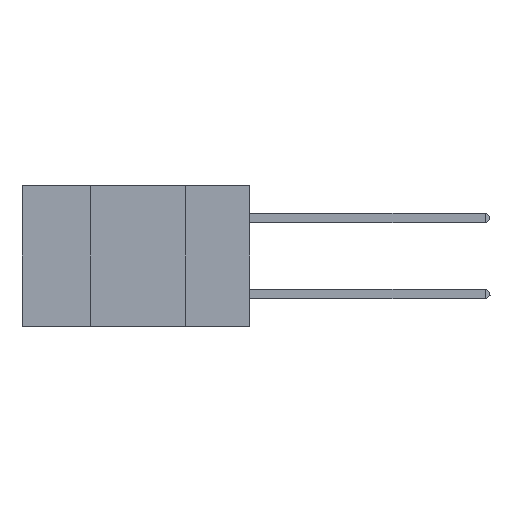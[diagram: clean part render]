
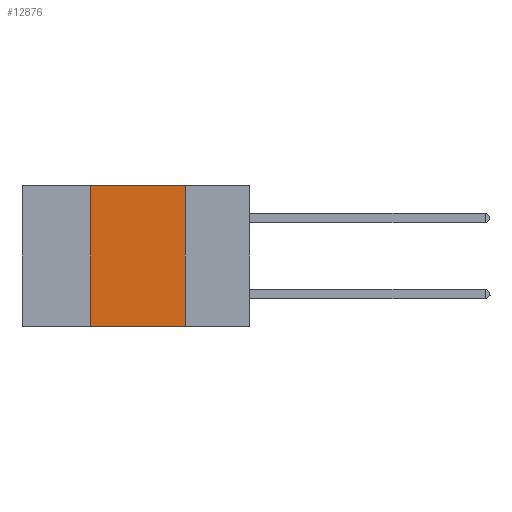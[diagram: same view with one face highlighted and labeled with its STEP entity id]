
A CAD part, left-side view. The second image highlights one B-rep face of the part: STEP entity #12876.
In plain terms, the highlighted planar face has unit normal (-1, 0, 0).
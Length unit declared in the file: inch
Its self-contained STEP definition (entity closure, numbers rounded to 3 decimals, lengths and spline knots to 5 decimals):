
#799 = LINE ( 'NONE', #38181, #6788 ) ;
#1169 = EDGE_CURVE ( 'NONE', #15717, #27827, #21853, .T. ) ;
#5342 = CARTESIAN_POINT ( 'NONE',  ( 0., 0.42, 0. ) ) ;
#6251 = CARTESIAN_POINT ( 'NONE',  ( 0., 0.6, 0. ) ) ;
#6756 = AXIS2_PLACEMENT_3D ( 'NONE', #30970, #13621, #9962 ) ;
#6788 = VECTOR ( 'NONE', #20993, 39.37008 ) ;
#7749 = EDGE_CURVE ( 'NONE', #27827, #8992, #24319, .T. ) ;
#8992 = VERTEX_POINT ( 'NONE', #27375 ) ;
#9850 = DIRECTION ( 'NONE',  ( 0., 0., 1. ) ) ;
#9962 = DIRECTION ( 'NONE',  ( 0., 0., -1. ) ) ;
#12876 = ADVANCED_FACE ( 'NONE', ( #30533 ), #30675, .F. ) ;
#13621 = DIRECTION ( 'NONE',  ( 1., 0., 0. ) ) ;
#14961 = ORIENTED_EDGE ( 'NONE', *, *, #15481, .F. ) ;
#15105 = EDGE_LOOP ( 'NONE', ( #18177, #38057, #14961, #35398 ) ) ;
#15481 = EDGE_CURVE ( 'NONE', #32421, #15717, #34029, .T. ) ;
#15717 = VERTEX_POINT ( 'NONE', #5342 ) ;
#18177 = ORIENTED_EDGE ( 'NONE', *, *, #7749, .F. ) ;
#19172 = VECTOR ( 'NONE', #26875, 39.37008 ) ;
#20993 = DIRECTION ( 'NONE',  ( 0., -1., 0. ) ) ;
#21853 = LINE ( 'NONE', #6251, #19172 ) ;
#24319 = LINE ( 'NONE', #35426, #42662 ) ;
#26875 = DIRECTION ( 'NONE',  ( 0., -1., 0. ) ) ;
#27264 = CARTESIAN_POINT ( 'NONE',  ( 0., 0.42, 0. ) ) ;
#27375 = CARTESIAN_POINT ( 'NONE',  ( 0., 0.17, -0.37 ) ) ;
#27827 = VERTEX_POINT ( 'NONE', #41315 ) ;
#30533 = FACE_OUTER_BOUND ( 'NONE', #15105, .T. ) ;
#30675 = PLANE ( 'NONE',  #6756 ) ;
#30970 = CARTESIAN_POINT ( 'NONE',  ( 0., 0.6, 0. ) ) ;
#32375 = VECTOR ( 'NONE', #9850, 39.37008 ) ;
#32421 = VERTEX_POINT ( 'NONE', #35218 ) ;
#33030 = EDGE_CURVE ( 'NONE', #32421, #8992, #799, .T. ) ;
#34029 = LINE ( 'NONE', #27264, #32375 ) ;
#35218 = CARTESIAN_POINT ( 'NONE',  ( 0., 0.42, -0.37 ) ) ;
#35398 = ORIENTED_EDGE ( 'NONE', *, *, #33030, .T. ) ;
#35426 = CARTESIAN_POINT ( 'NONE',  ( 0., 0.17, 0. ) ) ;
#38057 = ORIENTED_EDGE ( 'NONE', *, *, #1169, .F. ) ;
#38181 = CARTESIAN_POINT ( 'NONE',  ( 0., 0.6, -0.37 ) ) ;
#41315 = CARTESIAN_POINT ( 'NONE',  ( 0., 0.17, 0. ) ) ;
#42342 = DIRECTION ( 'NONE',  ( 0., 0., -1. ) ) ;
#42662 = VECTOR ( 'NONE', #42342, 39.37008 ) ;
